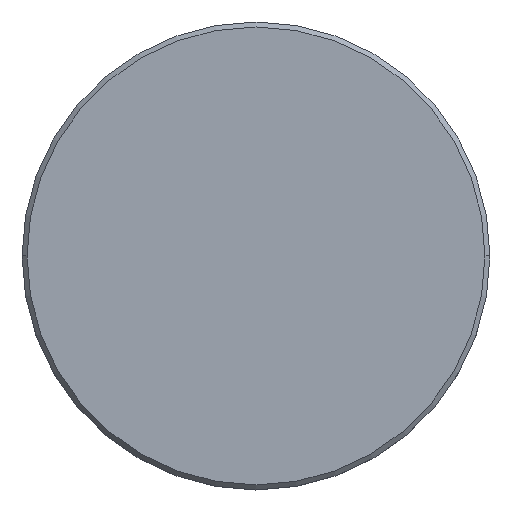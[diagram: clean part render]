
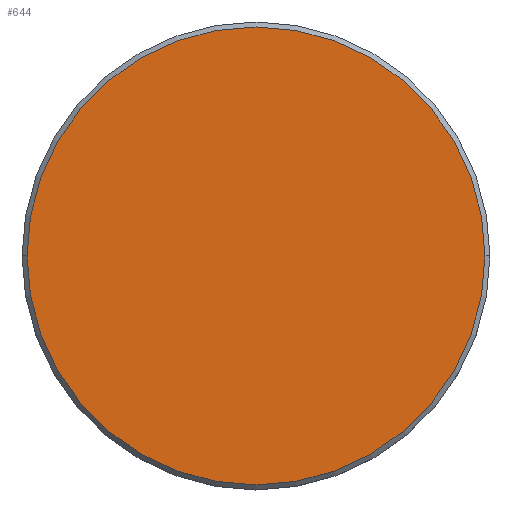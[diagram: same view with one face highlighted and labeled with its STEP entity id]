
A CAD part, top view. The second image highlights one B-rep face of the part: STEP entity #644.
In plain terms, the highlighted planar face has unit normal (0, 0, 1).
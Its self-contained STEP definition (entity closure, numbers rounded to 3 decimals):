
#8 = AXIS2_PLACEMENT_3D ( 'NONE', #616, #1079, #833 ) ;
#20 = VERTEX_POINT ( 'NONE', #1038 ) ;
#95 = CARTESIAN_POINT ( 'NONE',  ( -23., 0., 0. ) ) ;
#98 = AXIS2_PLACEMENT_3D ( 'NONE', #1181, #816, #365 ) ;
#147 = EDGE_LOOP ( 'NONE', ( #293, #984 ) ) ;
#181 = CIRCLE ( 'NONE', #98, 23. ) ;
#293 = ORIENTED_EDGE ( 'NONE', *, *, #339, .T. ) ;
#339 = EDGE_CURVE ( 'NONE', #433, #20, #454, .T. ) ;
#340 = DIRECTION ( 'NONE',  ( 0., 0., 1. ) ) ;
#365 = DIRECTION ( 'NONE',  ( 1., 0., 0. ) ) ;
#422 = PLANE ( 'NONE',  #8 ) ;
#433 = VERTEX_POINT ( 'NONE', #95 ) ;
#454 = CIRCLE ( 'NONE', #1007, 23. ) ;
#616 = CARTESIAN_POINT ( 'NONE',  ( 0., 0., 0. ) ) ;
#621 = DIRECTION ( 'NONE',  ( 1., 0., 0. ) ) ;
#644 = ADVANCED_FACE ( 'NONE', ( #889 ), #422, .T. ) ;
#816 = DIRECTION ( 'NONE',  ( 0., 0., 1. ) ) ;
#833 = DIRECTION ( 'NONE',  ( 1., 0., 0. ) ) ;
#838 = EDGE_CURVE ( 'NONE', #20, #433, #181, .T. ) ;
#889 = FACE_OUTER_BOUND ( 'NONE', #147, .T. ) ;
#984 = ORIENTED_EDGE ( 'NONE', *, *, #838, .T. ) ;
#1007 = AXIS2_PLACEMENT_3D ( 'NONE', #1156, #340, #621 ) ;
#1038 = CARTESIAN_POINT ( 'NONE',  ( 23., 0., 0. ) ) ;
#1079 = DIRECTION ( 'NONE',  ( 0., 0., 1. ) ) ;
#1156 = CARTESIAN_POINT ( 'NONE',  ( 0., 0., 0. ) ) ;
#1181 = CARTESIAN_POINT ( 'NONE',  ( 0., 0., 0. ) ) ;
